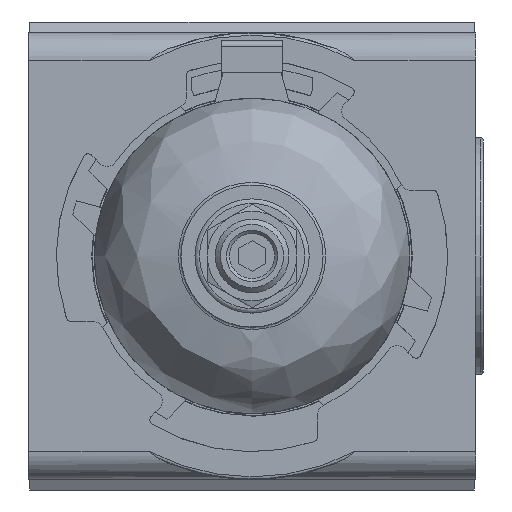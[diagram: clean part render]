
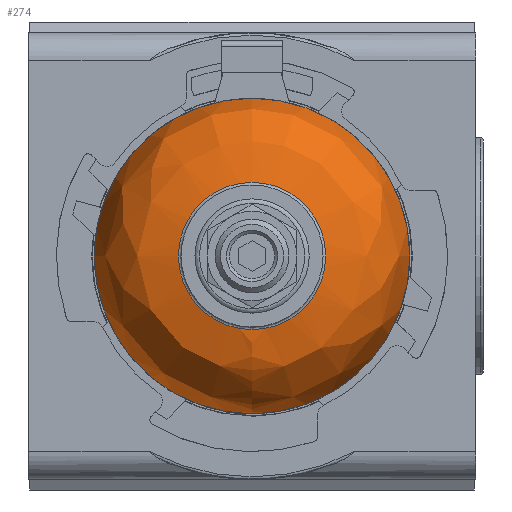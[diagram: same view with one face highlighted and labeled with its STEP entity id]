
A CAD part, front view. The second image highlights one B-rep face of the part: STEP entity #274.
In plain terms, the highlighted free-form (B-spline) face has degree [3, 3] with [4, 7] control points.
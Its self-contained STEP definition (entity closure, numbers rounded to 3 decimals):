
#274 = ADVANCED_FACE( '', ( #914, #915 ), #916, .T. );
#914 = FACE_OUTER_BOUND( '', #2217, .T. );
#915 = FACE_OUTER_BOUND( '', #2218, .T. );
#916 = ( BOUNDED_SURFACE(  )B_SPLINE_SURFACE( 3, 3, ( ( #2221, #2222, #2223, #2224, #2225, #2226, #2227 ), ( #2228, #2229, #2230, #2231, #2232, #2233, #2234 ), ( #2235, #2236, #2237, #2238, #2239, #2240, #2241 ), ( #2242, #2243, #2244, #2245, #2246, #2247, #2248 ) ), .UNSPECIFIED., .F., .T., .F. )B_SPLINE_SURFACE_WITH_KNOTS( ( 4, 4 ), ( 4, 3, 4 ), ( 0., 6.283 ), ( 0., 0.785, 1.571 ), .UNSPECIFIED. )GEOMETRIC_REPRESENTATION_ITEM(  )RATIONAL_B_SPLINE_SURFACE( ( ( 1., 0.333, 0.333, 1., 0.333, 0.333, 1. ), ( 0.805, 0.268, 0.268, 0.805, 0.268, 0.268, 0.805 ), ( 0.805, 0.268, 0.268, 0.805, 0.268, 0.268, 0.805 ), ( 1., 0.333, 0.333, 1., 0.333, 0.333, 1. ) ) )REPRESENTATION_ITEM( '' )SURFACE(  ) );
#2217 = EDGE_LOOP( '', ( #3701 ) );
#2218 = EDGE_LOOP( '', ( #3702 ) );
#2221 = CARTESIAN_POINT( '', ( 0., 1.5, -14. ) );
#2222 = CARTESIAN_POINT( '', ( 28., 1.5, -14. ) );
#2223 = CARTESIAN_POINT( '', ( 28., 1.5, 14. ) );
#2224 = CARTESIAN_POINT( '', ( 0., 1.5, 14. ) );
#2225 = CARTESIAN_POINT( '', ( -28., 1.5, 14. ) );
#2226 = CARTESIAN_POINT( '', ( -28., 1.5, -14. ) );
#2227 = CARTESIAN_POINT( '', ( 0., 1.5, -14. ) );
#2228 = CARTESIAN_POINT( '', ( 0., 1.5, -23.373 ) );
#2229 = CARTESIAN_POINT( '', ( 46.745, 1.5, -23.373 ) );
#2230 = CARTESIAN_POINT( '', ( 46.745, 1.5, 23.373 ) );
#2231 = CARTESIAN_POINT( '', ( 0., 1.5, 23.373 ) );
#2232 = CARTESIAN_POINT( '', ( -46.745, 1.5, 23.373 ) );
#2233 = CARTESIAN_POINT( '', ( -46.745, 1.5, -23.373 ) );
#2234 = CARTESIAN_POINT( '', ( 0., 1.5, -23.373 ) );
#2235 = CARTESIAN_POINT( '', ( 0., 8.127, -30. ) );
#2236 = CARTESIAN_POINT( '', ( 60., 8.127, -30. ) );
#2237 = CARTESIAN_POINT( '', ( 60., 8.127, 30. ) );
#2238 = CARTESIAN_POINT( '', ( 0., 8.127, 30. ) );
#2239 = CARTESIAN_POINT( '', ( -60., 8.127, 30. ) );
#2240 = CARTESIAN_POINT( '', ( -60., 8.127, -30. ) );
#2241 = CARTESIAN_POINT( '', ( 0., 8.127, -30. ) );
#2242 = CARTESIAN_POINT( '', ( 0., 17.5, -30. ) );
#2243 = CARTESIAN_POINT( '', ( 60., 17.5, -30. ) );
#2244 = CARTESIAN_POINT( '', ( 60., 17.5, 30. ) );
#2245 = CARTESIAN_POINT( '', ( 0., 17.5, 30. ) );
#2246 = CARTESIAN_POINT( '', ( -60., 17.5, 30. ) );
#2247 = CARTESIAN_POINT( '', ( -60., 17.5, -30. ) );
#2248 = CARTESIAN_POINT( '', ( 0., 17.5, -30. ) );
#3701 = ORIENTED_EDGE( '', *, *, #8409, .T. );
#3702 = ORIENTED_EDGE( '', *, *, #8408, .F. );
#8408 = EDGE_CURVE( '', #9994, #9994, #9995, .T. );
#8409 = EDGE_CURVE( '', #9996, #9996, #9997, .T. );
#9994 = VERTEX_POINT( '', #12597 );
#9995 = CIRCLE( '', #12598, 14. );
#9996 = VERTEX_POINT( '', #12599 );
#9997 = CIRCLE( '', #12600, 30. );
#12597 = CARTESIAN_POINT( '', ( 0., 1.5, -14. ) );
#12598 = AXIS2_PLACEMENT_3D( '', #16837, #16838, #16839 );
#12599 = CARTESIAN_POINT( '', ( 0., 17.5, -30. ) );
#12600 = AXIS2_PLACEMENT_3D( '', #16840, #16841, #16842 );
#16837 = CARTESIAN_POINT( '', ( 0., 1.5, 0. ) );
#16838 = DIRECTION( '', ( 0., -1., 0. ) );
#16839 = DIRECTION( '', ( 0., 0., -1. ) );
#16840 = CARTESIAN_POINT( '', ( 0., 17.5, 0. ) );
#16841 = DIRECTION( '', ( 0., -1., 0. ) );
#16842 = DIRECTION( '', ( 0., 0., -1. ) );
